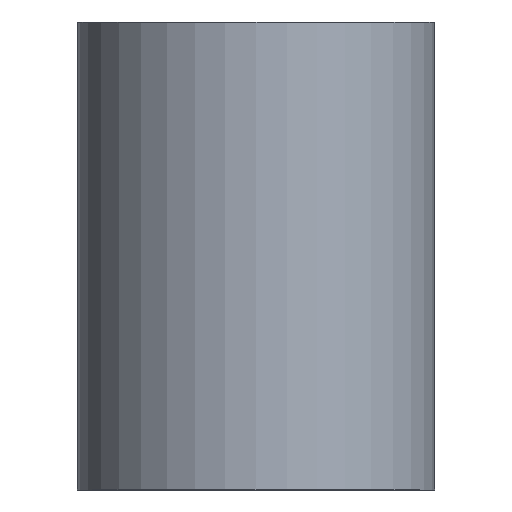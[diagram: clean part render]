
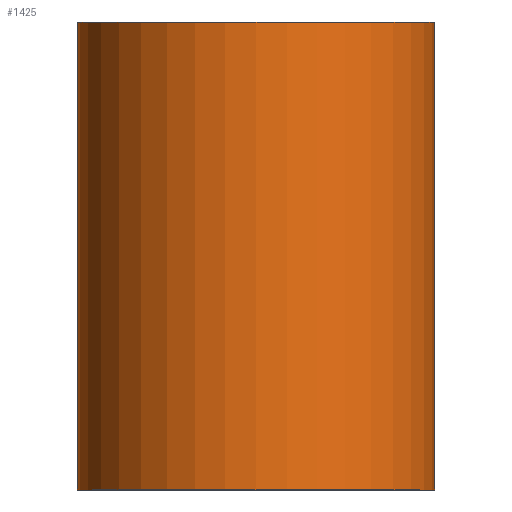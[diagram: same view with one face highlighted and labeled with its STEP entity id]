
A CAD part, front view. The second image highlights one B-rep face of the part: STEP entity #1425.
In plain terms, the highlighted cylindrical face has radius 38 mm (diameter 76 mm), a partial arc.
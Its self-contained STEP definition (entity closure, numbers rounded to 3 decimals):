
#89=CYLINDRICAL_SURFACE('',#1648,38.);
#120=CIRCLE('',#1649,38.);
#121=CIRCLE('',#1650,38.);
#250=LINE('',#13475,#372);
#252=LINE('',#13478,#374);
#372=VECTOR('',#1999,10.);
#374=VECTOR('',#2001,10.);
#530=FACE_OUTER_BOUND('',#623,.T.);
#623=EDGE_LOOP('',(#1263,#1264,#1265,#1266));
#753=VERTEX_POINT('',#13471);
#754=VERTEX_POINT('',#13472);
#755=VERTEX_POINT('',#13474);
#756=VERTEX_POINT('',#13476);
#929=EDGE_CURVE('',#753,#755,#250,.T.);
#931=EDGE_CURVE('',#754,#756,#252,.T.);
#932=EDGE_CURVE('',#754,#753,#120,.T.);
#933=EDGE_CURVE('',#755,#756,#121,.T.);
#1263=ORIENTED_EDGE('',*,*,#932,.F.);
#1264=ORIENTED_EDGE('',*,*,#931,.T.);
#1265=ORIENTED_EDGE('',*,*,#933,.F.);
#1266=ORIENTED_EDGE('',*,*,#929,.F.);
#1425=ADVANCED_FACE('',(#530),#89,.T.);
#1648=AXIS2_PLACEMENT_3D('',#13479,#2002,#2003);
#1649=AXIS2_PLACEMENT_3D('',#13480,#2004,#2005);
#1650=AXIS2_PLACEMENT_3D('',#13481,#2006,#2007);
#1999=DIRECTION('',(0.,0.,1.));
#2001=DIRECTION('',(0.,0.,1.));
#2002=DIRECTION('center_axis',(0.,0.,1.));
#2003=DIRECTION('ref_axis',(-1.,0.,0.));
#2004=DIRECTION('center_axis',(0.,0.,-1.));
#2005=DIRECTION('ref_axis',(-1.,0.,0.));
#2006=DIRECTION('center_axis',(0.,0.,1.));
#2007=DIRECTION('ref_axis',(-1.,0.,0.));
#13471=CARTESIAN_POINT('',(7.627,10.037,0.));
#13472=CARTESIAN_POINT('',(-68.373,10.037,0.));
#13474=CARTESIAN_POINT('',(7.627,10.037,99.5));
#13475=CARTESIAN_POINT('',(7.627,10.037,0.));
#13476=CARTESIAN_POINT('',(-68.373,10.037,99.5));
#13478=CARTESIAN_POINT('',(-68.373,10.037,0.));
#13479=CARTESIAN_POINT('Origin',(-30.373,10.037,0.));
#13480=CARTESIAN_POINT('Origin',(-30.373,10.037,0.));
#13481=CARTESIAN_POINT('Origin',(-30.373,10.037,99.5));
